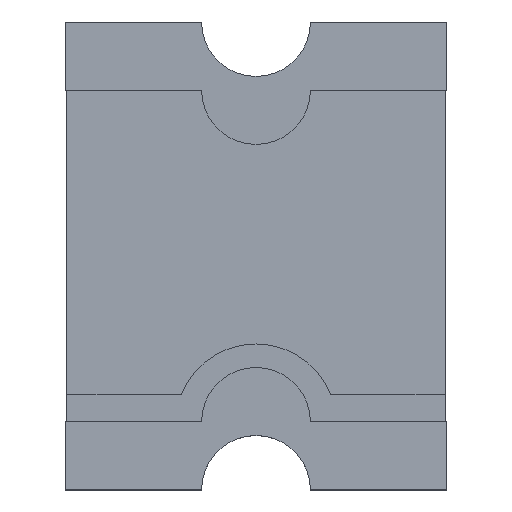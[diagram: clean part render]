
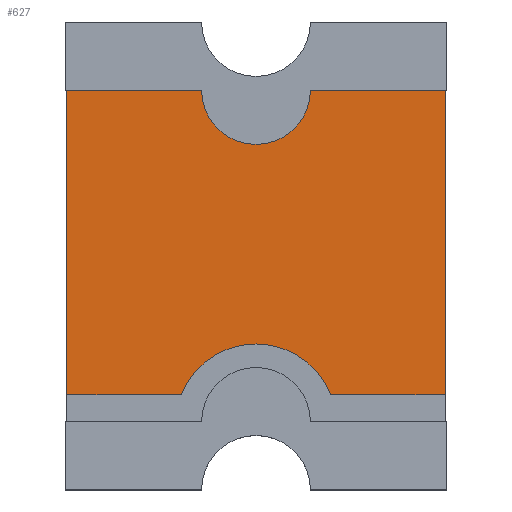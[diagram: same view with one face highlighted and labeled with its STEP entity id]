
A CAD part, top view. The second image highlights one B-rep face of the part: STEP entity #627.
In plain terms, the highlighted planar face has unit normal (0, 0, 1).
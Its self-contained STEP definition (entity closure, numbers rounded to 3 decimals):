
#36 = VERTEX_POINT ( 'NONE', #1354 ) ;
#62 = AXIS2_PLACEMENT_3D ( 'NONE', #720, #967, #701 ) ;
#115 = AXIS2_PLACEMENT_3D ( 'NONE', #986, #1237, #226 ) ;
#124 = ORIENTED_EDGE ( 'NONE', *, *, #439, .F. ) ;
#158 = DIRECTION ( 'NONE',  ( 1., 0., 0. ) ) ;
#168 = VECTOR ( 'NONE', #463, 1000. ) ;
#171 = CARTESIAN_POINT ( 'NONE',  ( 0., -1.02, 0.49 ) ) ;
#195 = VECTOR ( 'NONE', #215, 1000. ) ;
#207 = VERTEX_POINT ( 'NONE', #1604 ) ;
#209 = EDGE_CURVE ( 'NONE', #877, #1050, #777, .T. ) ;
#213 = LINE ( 'NONE', #1123, #864 ) ;
#215 = DIRECTION ( 'NONE',  ( 0., -1., 0. ) ) ;
#226 = DIRECTION ( 'NONE',  ( 1., 0., 0. ) ) ;
#254 = EDGE_CURVE ( 'NONE', #754, #36, #270, .T. ) ;
#270 = CIRCLE ( 'NONE', #115, 0.4 ) ;
#275 = VECTOR ( 'NONE', #1606, 1000. ) ;
#362 = ORIENTED_EDGE ( 'NONE', *, *, #427, .F. ) ;
#370 = VERTEX_POINT ( 'NONE', #1283 ) ;
#396 = LINE ( 'NONE', #1022, #865 ) ;
#427 = EDGE_CURVE ( 'NONE', #754, #805, #796, .T. ) ;
#439 = EDGE_CURVE ( 'NONE', #370, #207, #213, .T. ) ;
#452 = ORIENTED_EDGE ( 'NONE', *, *, #675, .T. ) ;
#463 = DIRECTION ( 'NONE',  ( 1., 0., 0. ) ) ;
#477 = PLANE ( 'NONE',  #1025 ) ;
#486 = CARTESIAN_POINT ( 'NONE',  ( 0., 0., 0.49 ) ) ;
#491 = CARTESIAN_POINT ( 'NONE',  ( 0.4, 1.22, 0.49 ) ) ;
#538 = LINE ( 'NONE', #171, #275 ) ;
#554 = EDGE_CURVE ( 'NONE', #207, #36, #1228, .T. ) ;
#567 = DIRECTION ( 'NONE',  ( 0., 1., 0. ) ) ;
#581 = CARTESIAN_POINT ( 'NONE',  ( 1.4, 1.22, 0.49 ) ) ;
#607 = ORIENTED_EDGE ( 'NONE', *, *, #209, .T. ) ;
#618 = DIRECTION ( 'NONE',  ( 1., 0., 0. ) ) ;
#627 = ADVANCED_FACE ( 'NONE', ( #1303 ), #477, .T. ) ;
#662 = ORIENTED_EDGE ( 'NONE', *, *, #554, .F. ) ;
#675 = EDGE_CURVE ( 'NONE', #370, #877, #538, .T. ) ;
#701 = DIRECTION ( 'NONE',  ( 1., 0., 0. ) ) ;
#720 = CARTESIAN_POINT ( 'NONE',  ( 0., -1.239, 0.49 ) ) ;
#754 = VERTEX_POINT ( 'NONE', #491 ) ;
#777 = CIRCLE ( 'NONE', #62, 0.592 ) ;
#789 = DIRECTION ( 'NONE',  ( 1., 0., 0. ) ) ;
#796 = LINE ( 'NONE', #1307, #921 ) ;
#805 = VERTEX_POINT ( 'NONE', #1611 ) ;
#846 = EDGE_CURVE ( 'NONE', #1050, #1280, #396, .T. ) ;
#864 = VECTOR ( 'NONE', #567, 1000. ) ;
#865 = VECTOR ( 'NONE', #789, 1000. ) ;
#877 = VERTEX_POINT ( 'NONE', #1266 ) ;
#921 = VECTOR ( 'NONE', #158, 1000. ) ;
#967 = DIRECTION ( 'NONE',  ( 0., 0., -1. ) ) ;
#986 = CARTESIAN_POINT ( 'NONE',  ( 0., 1.22, 0.49 ) ) ;
#991 = DIRECTION ( 'NONE',  ( 0., 0., 1. ) ) ;
#1006 = EDGE_LOOP ( 'NONE', ( #607, #1590, #1183, #362, #1490, #662, #124, #452 ) ) ;
#1022 = CARTESIAN_POINT ( 'NONE',  ( 0.55, -1.02, 0.49 ) ) ;
#1025 = AXIS2_PLACEMENT_3D ( 'NONE', #486, #991, #618 ) ;
#1050 = VERTEX_POINT ( 'NONE', #1387 ) ;
#1123 = CARTESIAN_POINT ( 'NONE',  ( -1.39, 0., 0.49 ) ) ;
#1183 = ORIENTED_EDGE ( 'NONE', *, *, #1352, .F. ) ;
#1228 = LINE ( 'NONE', #581, #168 ) ;
#1237 = DIRECTION ( 'NONE',  ( 0., 0., -1. ) ) ;
#1266 = CARTESIAN_POINT ( 'NONE',  ( -0.55, -1.02, 0.49 ) ) ;
#1280 = VERTEX_POINT ( 'NONE', #1339 ) ;
#1283 = CARTESIAN_POINT ( 'NONE',  ( -1.39, -1.02, 0.49 ) ) ;
#1303 = FACE_OUTER_BOUND ( 'NONE', #1006, .T. ) ;
#1307 = CARTESIAN_POINT ( 'NONE',  ( 1.4, 1.22, 0.49 ) ) ;
#1339 = CARTESIAN_POINT ( 'NONE',  ( 1.39, -1.02, 0.49 ) ) ;
#1352 = EDGE_CURVE ( 'NONE', #805, #1280, #1358, .T. ) ;
#1354 = CARTESIAN_POINT ( 'NONE',  ( -0.4, 1.22, 0.49 ) ) ;
#1358 = LINE ( 'NONE', #1512, #195 ) ;
#1387 = CARTESIAN_POINT ( 'NONE',  ( 0.55, -1.02, 0.49 ) ) ;
#1490 = ORIENTED_EDGE ( 'NONE', *, *, #254, .T. ) ;
#1512 = CARTESIAN_POINT ( 'NONE',  ( 1.39, 0., 0.49 ) ) ;
#1590 = ORIENTED_EDGE ( 'NONE', *, *, #846, .T. ) ;
#1604 = CARTESIAN_POINT ( 'NONE',  ( -1.39, 1.22, 0.49 ) ) ;
#1606 = DIRECTION ( 'NONE',  ( 1., 0., 0. ) ) ;
#1611 = CARTESIAN_POINT ( 'NONE',  ( 1.39, 1.22, 0.49 ) ) ;
